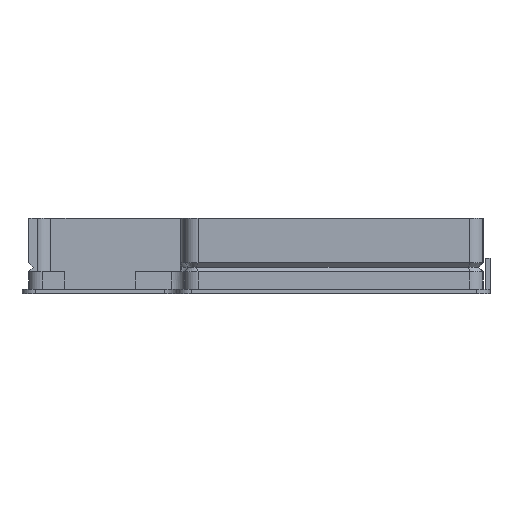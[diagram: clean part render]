
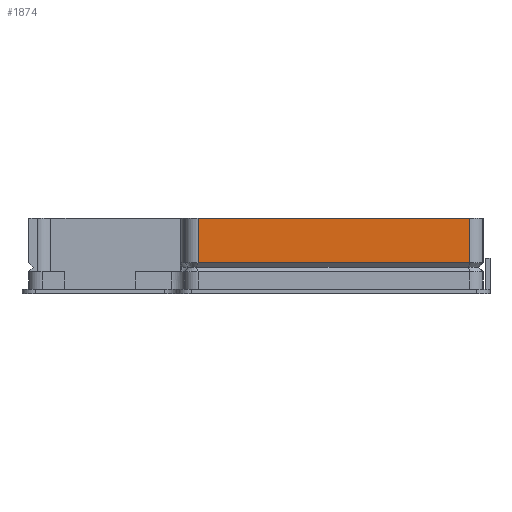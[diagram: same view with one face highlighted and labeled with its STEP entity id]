
A CAD part, left-side view. The second image highlights one B-rep face of the part: STEP entity #1874.
In plain terms, the highlighted planar face has unit normal (-1, 0, 0).
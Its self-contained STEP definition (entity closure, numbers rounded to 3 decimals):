
#150=FACE_OUTER_BOUND('',#261,.T.);
#261=EDGE_LOOP('',(#1309,#1310,#1311,#1312));
#384=LINE('',#2805,#595);
#394=LINE('',#2844,#605);
#395=LINE('',#2848,#606);
#396=LINE('',#2849,#607);
#595=VECTOR('',#2215,10.);
#605=VECTOR('',#2241,10.);
#606=VECTOR('',#2246,10.);
#607=VECTOR('',#2247,10.);
#797=VERTEX_POINT('',#2793);
#800=VERTEX_POINT('',#2803);
#809=VERTEX_POINT('',#2843);
#810=VERTEX_POINT('',#2847);
#985=EDGE_CURVE('',#797,#800,#384,.T.);
#999=EDGE_CURVE('',#797,#809,#394,.T.);
#1001=EDGE_CURVE('',#810,#800,#395,.T.);
#1002=EDGE_CURVE('',#809,#810,#396,.T.);
#1309=ORIENTED_EDGE('',*,*,#985,.T.);
#1310=ORIENTED_EDGE('',*,*,#1001,.F.);
#1311=ORIENTED_EDGE('',*,*,#1002,.F.);
#1312=ORIENTED_EDGE('',*,*,#999,.F.);
#1799=PLANE('',#2004);
#1874=ADVANCED_FACE('',(#150),#1799,.T.);
#2004=AXIS2_PLACEMENT_3D('',#2846,#2244,#2245);
#2215=DIRECTION('',(0.,-1.,0.));
#2241=DIRECTION('',(0.,0.,1.));
#2244=DIRECTION('center_axis',(-1.,0.,0.));
#2245=DIRECTION('ref_axis',(0.,-1.,0.));
#2246=DIRECTION('',(0.,0.,-1.));
#2247=DIRECTION('',(0.,-1.,0.));
#2793=CARTESIAN_POINT('',(-50.5,65.5,7.));
#2803=CARTESIAN_POINT('',(-50.5,4.5,7.));
#2805=CARTESIAN_POINT('',(-50.5,36.5,7.));
#2843=CARTESIAN_POINT('',(-50.5,65.5,17.));
#2844=CARTESIAN_POINT('',(-50.5,65.5,1.));
#2846=CARTESIAN_POINT('Origin',(-50.5,68.5,1.));
#2847=CARTESIAN_POINT('',(-50.5,4.5,17.));
#2848=CARTESIAN_POINT('',(-50.5,4.5,1.));
#2849=CARTESIAN_POINT('',(-50.5,1.5,17.));
